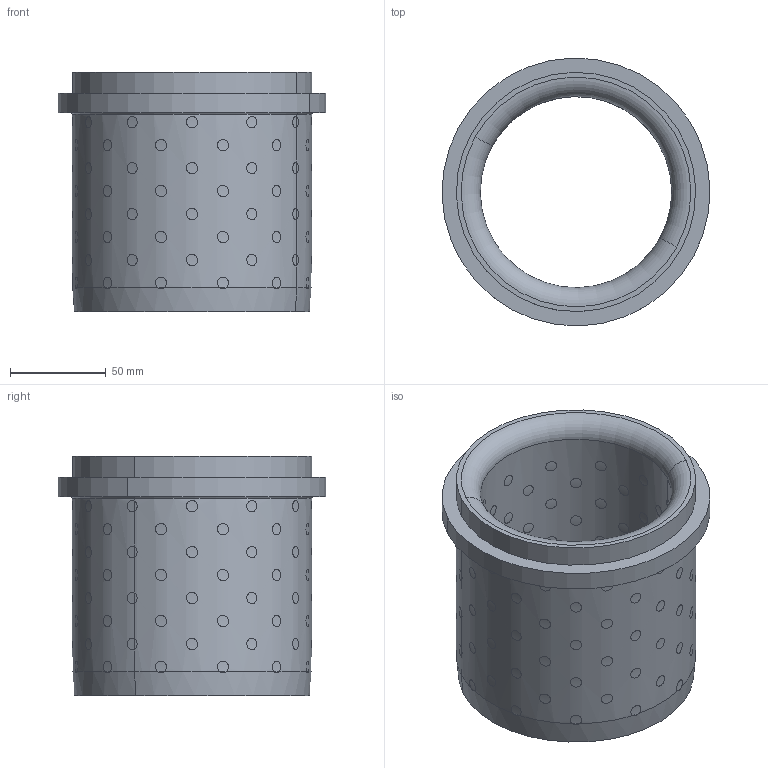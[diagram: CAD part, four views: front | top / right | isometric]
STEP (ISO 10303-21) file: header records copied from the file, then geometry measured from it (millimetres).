
FILE_DESCRIPTION(('CATIA V5 STEP Exchange'),'2;1');
FILE_NAME('RDBG207.100125.stp','2017-03-07T16:20:44+00:00',('none'),('none'),'CATIA Version 5 Release 19 GA (IN-10)','CATIA V5 STEP AP203','none');
FILE_SCHEMA(('CONFIG_CONTROL_DESIGN'));
Length unit declared in the file: millimetre
Products named in the file (1): RDBG207.100125
Bounding box: 139.96 x 139.96 x 125 mm (x, y, z)
Volume: 573825.7 mm3; surface area: 147255.2 mm2
Topology: 97 solids, 97 shells, 622 faces, 1361 edges, 912 vertices
Faces by surface type: cylinder 600, cone 14, torus 4, plane 4
Entity records: 21402 total; most frequent: CARTESIAN_POINT 10825, ORIENTED_EDGE 2712, EDGE_CURVE 1356, VERTEX_POINT 902, DIRECTION 893, B_SPLINE_CURVE_WITH_KNOTS 880, EDGE_LOOP 790, ADVANCED_FACE 622
